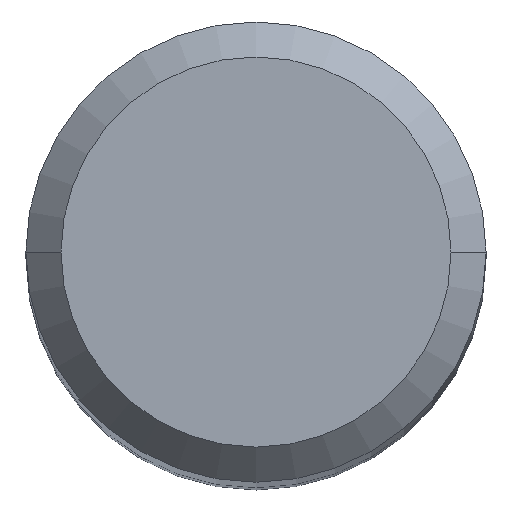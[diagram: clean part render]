
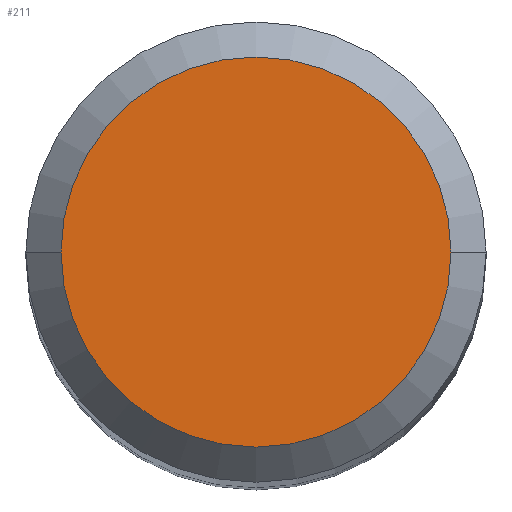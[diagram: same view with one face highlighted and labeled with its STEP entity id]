
A CAD part, top view. The second image highlights one B-rep face of the part: STEP entity #211.
In plain terms, the highlighted planar face has unit normal (0, 0, 1).
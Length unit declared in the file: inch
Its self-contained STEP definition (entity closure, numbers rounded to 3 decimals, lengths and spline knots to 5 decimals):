
#6 = CARTESIAN_POINT ( 'NONE',  ( 0.08342, 0., 1.9685 ) ) ;
#9 = CARTESIAN_POINT ( 'NONE',  ( 0., 0., 1.9685 ) ) ;
#11 = VERTEX_POINT ( 'NONE', #6 ) ;
#28 = DIRECTION ( 'NONE',  ( 1., 0., 0. ) ) ;
#56 = VERTEX_POINT ( 'NONE', #129 ) ;
#69 = FACE_OUTER_BOUND ( 'NONE', #161, .T. ) ;
#89 = AXIS2_PLACEMENT_3D ( 'NONE', #189, #240, #28 ) ;
#90 = DIRECTION ( 'NONE',  ( 0., 0., 1. ) ) ;
#115 = EDGE_CURVE ( 'NONE', #11, #56, #225, .T. ) ;
#120 = ORIENTED_EDGE ( 'NONE', *, *, #132, .T. ) ;
#129 = CARTESIAN_POINT ( 'NONE',  ( -0.08342, 0., 1.9685 ) ) ;
#132 = EDGE_CURVE ( 'NONE', #56, #11, #244, .T. ) ;
#137 = DIRECTION ( 'NONE',  ( 1., 0., 0. ) ) ;
#161 = EDGE_LOOP ( 'NONE', ( #120, #236 ) ) ;
#177 = AXIS2_PLACEMENT_3D ( 'NONE', #281, #90, #137 ) ;
#189 = CARTESIAN_POINT ( 'NONE',  ( 0., 0., 1.9685 ) ) ;
#195 = DIRECTION ( 'NONE',  ( 1., 0., 0. ) ) ;
#211 = ADVANCED_FACE ( 'NONE', ( #69 ), #228, .T. ) ;
#225 = CIRCLE ( 'NONE', #89, 0.08342 ) ;
#228 = PLANE ( 'NONE',  #177 ) ;
#236 = ORIENTED_EDGE ( 'NONE', *, *, #115, .T. ) ;
#240 = DIRECTION ( 'NONE',  ( 0., 0., 1. ) ) ;
#244 = CIRCLE ( 'NONE', #256, 0.08342 ) ;
#256 = AXIS2_PLACEMENT_3D ( 'NONE', #9, #265, #195 ) ;
#265 = DIRECTION ( 'NONE',  ( 0., 0., 1. ) ) ;
#281 = CARTESIAN_POINT ( 'NONE',  ( 0., 0., 1.9685 ) ) ;
